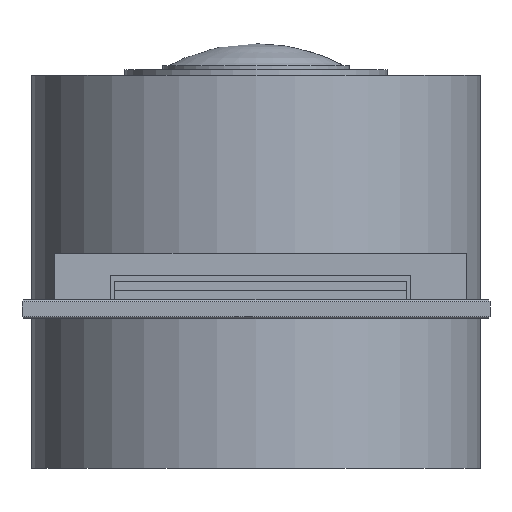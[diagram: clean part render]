
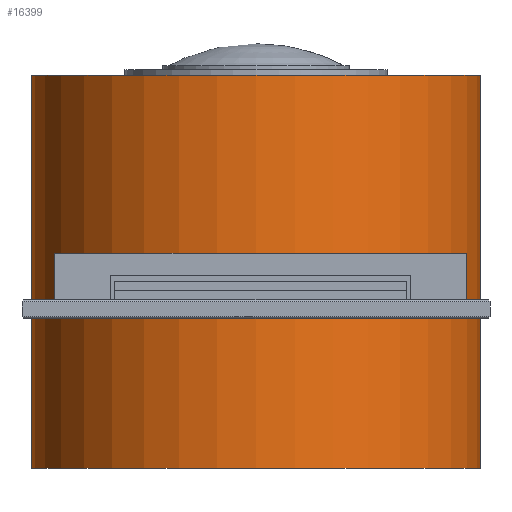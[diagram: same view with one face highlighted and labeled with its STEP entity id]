
A CAD part, front view. The second image highlights one B-rep face of the part: STEP entity #16399.
In plain terms, the highlighted cylindrical face has radius 12 mm (diameter 24 mm), a full revolution.
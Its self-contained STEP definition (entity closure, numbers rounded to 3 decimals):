
#16399 = ADVANCED_FACE('',(#16400),#16413,.T.);
#16400 = FACE_BOUND('',#16401,.T.);
#16401 = EDGE_LOOP('',(#16402,#16436,#16459,#16486));
#16402 = ORIENTED_EDGE('',*,*,#16403,.F.);
#16403 = EDGE_CURVE('',#16404,#16404,#16406,.T.);
#16404 = VERTEX_POINT('',#16405);
#16405 = CARTESIAN_POINT('',(12.,0.,21.));
#16406 = SURFACE_CURVE('',#16407,(#16412,#16424),.PCURVE_S1.);
#16407 = CIRCLE('',#16408,12.);
#16408 = AXIS2_PLACEMENT_3D('',#16409,#16410,#16411);
#16409 = CARTESIAN_POINT('',(0.,0.,21.));
#16410 = DIRECTION('',(0.,0.,1.));
#16411 = DIRECTION('',(1.,0.,-0.));
#16412 = PCURVE('',#16413,#16418);
#16413 = CYLINDRICAL_SURFACE('',#16414,12.);
#16414 = AXIS2_PLACEMENT_3D('',#16415,#16416,#16417);
#16415 = CARTESIAN_POINT('',(0.,0.,0.));
#16416 = DIRECTION('',(0.,0.,1.));
#16417 = DIRECTION('',(1.,0.,-0.));
#16418 = DEFINITIONAL_REPRESENTATION('',(#16419),#16423);
#16419 = LINE('',#16420,#16421);
#16420 = CARTESIAN_POINT('',(0.,21.));
#16421 = VECTOR('',#16422,1.);
#16422 = DIRECTION('',(1.,0.));
#16423 = ( GEOMETRIC_REPRESENTATION_CONTEXT(2) 
PARAMETRIC_REPRESENTATION_CONTEXT() REPRESENTATION_CONTEXT('2D SPACE',''
  ) );
#16424 = PCURVE('',#16425,#16430);
#16425 = PLANE('',#16426);
#16426 = AXIS2_PLACEMENT_3D('',#16427,#16428,#16429);
#16427 = CARTESIAN_POINT('',(0.,0.,21.));
#16428 = DIRECTION('',(0.,0.,1.));
#16429 = DIRECTION('',(1.,0.,-0.));
#16430 = DEFINITIONAL_REPRESENTATION('',(#16431),#16435);
#16431 = CIRCLE('',#16432,12.);
#16432 = AXIS2_PLACEMENT_2D('',#16433,#16434);
#16433 = CARTESIAN_POINT('',(0.,0.));
#16434 = DIRECTION('',(1.,0.));
#16435 = ( GEOMETRIC_REPRESENTATION_CONTEXT(2) 
PARAMETRIC_REPRESENTATION_CONTEXT() REPRESENTATION_CONTEXT('2D SPACE',''
  ) );
#16436 = ORIENTED_EDGE('',*,*,#16437,.F.);
#16437 = EDGE_CURVE('',#16438,#16404,#16440,.T.);
#16438 = VERTEX_POINT('',#16439);
#16439 = CARTESIAN_POINT('',(12.,0.,0.));
#16440 = SEAM_CURVE('',#16441,(#16445,#16452),.PCURVE_S1.);
#16441 = LINE('',#16442,#16443);
#16442 = CARTESIAN_POINT('',(12.,0.,0.));
#16443 = VECTOR('',#16444,1.);
#16444 = DIRECTION('',(0.,0.,1.));
#16445 = PCURVE('',#16413,#16446);
#16446 = DEFINITIONAL_REPRESENTATION('',(#16447),#16451);
#16447 = LINE('',#16448,#16449);
#16448 = CARTESIAN_POINT('',(6.283,-0.));
#16449 = VECTOR('',#16450,1.);
#16450 = DIRECTION('',(0.,1.));
#16451 = ( GEOMETRIC_REPRESENTATION_CONTEXT(2) 
PARAMETRIC_REPRESENTATION_CONTEXT() REPRESENTATION_CONTEXT('2D SPACE',''
  ) );
#16452 = PCURVE('',#16413,#16453);
#16453 = DEFINITIONAL_REPRESENTATION('',(#16454),#16458);
#16454 = LINE('',#16455,#16456);
#16455 = CARTESIAN_POINT('',(0.,-0.));
#16456 = VECTOR('',#16457,1.);
#16457 = DIRECTION('',(0.,1.));
#16458 = ( GEOMETRIC_REPRESENTATION_CONTEXT(2) 
PARAMETRIC_REPRESENTATION_CONTEXT() REPRESENTATION_CONTEXT('2D SPACE',''
  ) );
#16459 = ORIENTED_EDGE('',*,*,#16460,.T.);
#16460 = EDGE_CURVE('',#16438,#16438,#16461,.T.);
#16461 = SURFACE_CURVE('',#16462,(#16467,#16474),.PCURVE_S1.);
#16462 = CIRCLE('',#16463,12.);
#16463 = AXIS2_PLACEMENT_3D('',#16464,#16465,#16466);
#16464 = CARTESIAN_POINT('',(0.,0.,0.));
#16465 = DIRECTION('',(0.,0.,1.));
#16466 = DIRECTION('',(1.,0.,-0.));
#16467 = PCURVE('',#16413,#16468);
#16468 = DEFINITIONAL_REPRESENTATION('',(#16469),#16473);
#16469 = LINE('',#16470,#16471);
#16470 = CARTESIAN_POINT('',(0.,0.));
#16471 = VECTOR('',#16472,1.);
#16472 = DIRECTION('',(1.,0.));
#16473 = ( GEOMETRIC_REPRESENTATION_CONTEXT(2) 
PARAMETRIC_REPRESENTATION_CONTEXT() REPRESENTATION_CONTEXT('2D SPACE',''
  ) );
#16474 = PCURVE('',#16475,#16480);
#16475 = PLANE('',#16476);
#16476 = AXIS2_PLACEMENT_3D('',#16477,#16478,#16479);
#16477 = CARTESIAN_POINT('',(0.,0.,0.));
#16478 = DIRECTION('',(0.,0.,1.));
#16479 = DIRECTION('',(1.,0.,-0.));
#16480 = DEFINITIONAL_REPRESENTATION('',(#16481),#16485);
#16481 = CIRCLE('',#16482,12.);
#16482 = AXIS2_PLACEMENT_2D('',#16483,#16484);
#16483 = CARTESIAN_POINT('',(0.,0.));
#16484 = DIRECTION('',(1.,0.));
#16485 = ( GEOMETRIC_REPRESENTATION_CONTEXT(2) 
PARAMETRIC_REPRESENTATION_CONTEXT() REPRESENTATION_CONTEXT('2D SPACE',''
  ) );
#16486 = ORIENTED_EDGE('',*,*,#16437,.T.);
